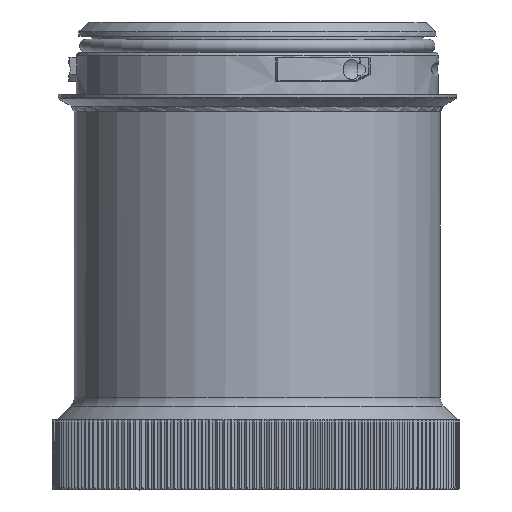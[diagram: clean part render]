
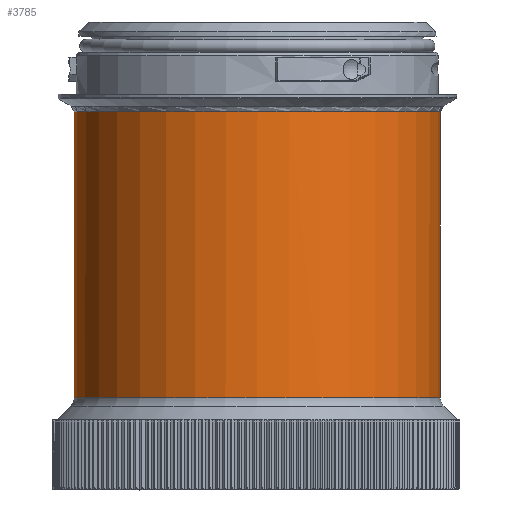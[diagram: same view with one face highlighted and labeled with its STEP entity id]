
A CAD part, front view. The second image highlights one B-rep face of the part: STEP entity #3785.
In plain terms, the highlighted cylindrical face has radius 28.35 mm (diameter 56.7 mm), a full revolution.
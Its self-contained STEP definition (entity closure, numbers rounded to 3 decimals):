
#359=CYLINDRICAL_SURFACE('',#22967,28.35);
#608=ELLIPSE('',#21753,29.35,28.35);
#740=FACE_BOUND('',#7084,.T.);
#741=FACE_BOUND('',#7085,.T.);
#2042=CIRCLE('',#21699,28.35);
#2044=CIRCLE('',#21702,28.35);
#3785=ADVANCED_FACE('',(#740,#741),#359,.T.);
#7084=EDGE_LOOP('',(#12176));
#7085=EDGE_LOOP('',(#12177,#12178,#12179,#12180));
#12176=ORIENTED_EDGE('',*,*,#16469,.T.);
#12177=ORIENTED_EDGE('',*,*,#16577,.F.);
#12178=ORIENTED_EDGE('',*,*,#16464,.T.);
#12179=ORIENTED_EDGE('',*,*,#16578,.F.);
#12180=ORIENTED_EDGE('',*,*,#16576,.F.);
#14147=VERTEX_POINT('',#35680);
#14149=VERTEX_POINT('',#35683);
#14153=VERTEX_POINT('',#35708);
#14227=VERTEX_POINT('',#36555);
#14228=VERTEX_POINT('',#36557);
#16464=EDGE_CURVE('',#14149,#14147,#2042,.T.);
#16469=EDGE_CURVE('',#14153,#14153,#2044,.T.);
#16576=EDGE_CURVE('',#14228,#14227,#608,.T.);
#16577=EDGE_CURVE('',#14149,#14228,#18783,.T.);
#16578=EDGE_CURVE('',#14227,#14147,#18784,.T.);
#18783=LINE('',#36560,#20051);
#18784=LINE('',#36562,#20052);
#20051=VECTOR('',#25255,1.);
#20052=VECTOR('',#25258,1.);
#21699=AXIS2_PLACEMENT_3D('',#35682,#25111,#25112);
#21702=AXIS2_PLACEMENT_3D('',#35707,#25117,#25118);
#21753=AXIS2_PLACEMENT_3D('',#36558,#25251,#25252);
#22967=AXIS2_PLACEMENT_3D('',#44929,#28511,#28512);
#25111=DIRECTION('',(0.,0.,-1.));
#25112=DIRECTION('',(0.643,0.766,0.));
#25117=DIRECTION('',(0.,0.,1.));
#25118=DIRECTION('',(-0.643,-0.766,0.));
#25251=DIRECTION('',(-0.038,-0.256,0.966));
#25252=DIRECTION('',(-0.143,-0.955,-0.259));
#25255=DIRECTION('',(0.,0.,-1.));
#25258=DIRECTION('',(0.,0.,1.));
#28511=DIRECTION('',(0.,0.,-1.));
#28512=DIRECTION('',(-0.643,-0.766,0.));
#35680=CARTESIAN_POINT('',(3.414,28.144,210.87));
#35682=CARTESIAN_POINT('',(0.,0.,210.87));
#35683=CARTESIAN_POINT('',(4.753,27.949,210.87));
#35707=CARTESIAN_POINT('',(0.,0.,166.618));
#35708=CARTESIAN_POINT('',(-18.223,-21.717,166.618));
#36555=CARTESIAN_POINT('',(3.414,28.144,204.223));
#36557=CARTESIAN_POINT('',(4.753,27.949,204.224));
#36558=CARTESIAN_POINT('',(0.,0.,196.629));
#36560=CARTESIAN_POINT('',(4.753,27.949,152.3));
#36562=CARTESIAN_POINT('',(3.414,28.144,152.3));
#44929=CARTESIAN_POINT('',(0.,0.,152.3));
